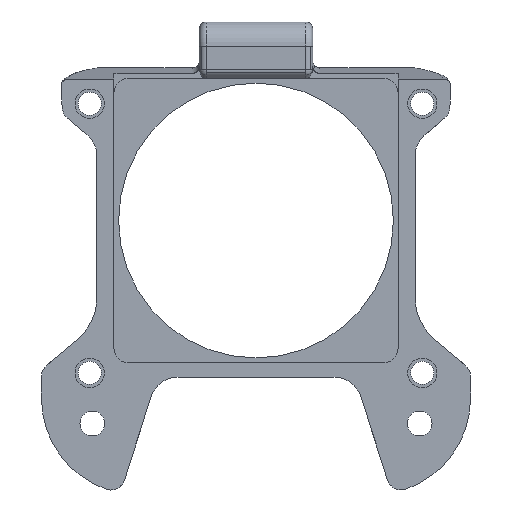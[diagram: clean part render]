
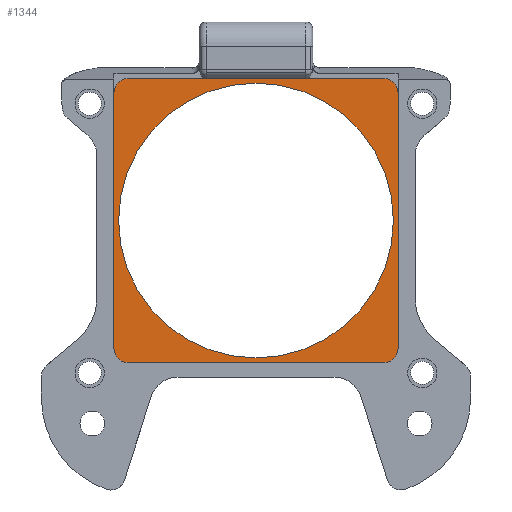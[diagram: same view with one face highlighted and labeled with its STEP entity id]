
A CAD part, left-side view. The second image highlights one B-rep face of the part: STEP entity #1344.
In plain terms, the highlighted planar face has unit normal (-1, 0, 0).
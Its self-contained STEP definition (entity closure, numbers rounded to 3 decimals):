
#73 = EDGE_CURVE ( 'NONE', #3773, #2270, #393, .T. ) ;
#75 = CARTESIAN_POINT ( 'NONE',  ( 38.5, -20.05, 59.859 ) ) ;
#127 = VERTEX_POINT ( 'NONE', #2232 ) ;
#393 = CIRCLE ( 'NONE', #7845, 19.4 ) ;
#549 = CARTESIAN_POINT ( 'NONE',  ( 38.5, 18.05, 21.454 ) ) ;
#674 = AXIS2_PLACEMENT_3D ( 'NONE', #8071, #10540, #6474 ) ;
#732 = DIRECTION ( 'NONE',  ( 1., 0., 0. ) ) ;
#952 = DIRECTION ( 'NONE',  ( -1., 0., 0. ) ) ;
#991 = CARTESIAN_POINT ( 'NONE',  ( 38.5, -18.05, 57.554 ) ) ;
#1178 = DIRECTION ( 'NONE',  ( 0., 1., 0. ) ) ;
#1229 = CIRCLE ( 'NONE', #9934, 2. ) ;
#1344 = ADVANCED_FACE ( 'NONE', ( #6637, #9897 ), #5834, .T. ) ;
#1556 = DIRECTION ( 'NONE',  ( -1., 0., 0. ) ) ;
#1661 = DIRECTION ( 'NONE',  ( 0., 0., -1. ) ) ;
#1755 = VECTOR ( 'NONE', #3416, 1000. ) ;
#1816 = VERTEX_POINT ( 'NONE', #5561 ) ;
#1923 = DIRECTION ( 'NONE',  ( 0., 1., 0. ) ) ;
#2055 = ORIENTED_EDGE ( 'NONE', *, *, #7166, .T. ) ;
#2075 = CARTESIAN_POINT ( 'NONE',  ( 38.5, 0., 39.504 ) ) ;
#2127 = DIRECTION ( 'NONE',  ( 1., 0., 0. ) ) ;
#2143 = EDGE_CURVE ( 'NONE', #5893, #1816, #9080, .T. ) ;
#2204 = VERTEX_POINT ( 'NONE', #5180 ) ;
#2232 = CARTESIAN_POINT ( 'NONE',  ( 38.5, 18.05, 59.554 ) ) ;
#2270 = VERTEX_POINT ( 'NONE', #3780 ) ;
#2406 = EDGE_CURVE ( 'NONE', #2270, #3773, #8244, .T. ) ;
#2438 = CARTESIAN_POINT ( 'NONE',  ( 38.5, 0., 39.504 ) ) ;
#2578 = EDGE_CURVE ( 'NONE', #5893, #6062, #8114, .T. ) ;
#2657 = CARTESIAN_POINT ( 'NONE',  ( 38.5, -19.464, 58.968 ) ) ;
#2675 = AXIS2_PLACEMENT_3D ( 'NONE', #4705, #8932, #7219 ) ;
#2734 = CARTESIAN_POINT ( 'NONE',  ( 38.5, 0., 59.554 ) ) ;
#2785 = EDGE_CURVE ( 'NONE', #4916, #3278, #6549, .T. ) ;
#2927 = EDGE_CURVE ( 'NONE', #3055, #1816, #5408, .T. ) ;
#2944 = DIRECTION ( 'NONE',  ( -1., 0., 0. ) ) ;
#3055 = VERTEX_POINT ( 'NONE', #5530 ) ;
#3088 = CARTESIAN_POINT ( 'NONE',  ( 38.5, -20.05, 21.454 ) ) ;
#3097 = LINE ( 'NONE', #5317, #5676 ) ;
#3262 = CIRCLE ( 'NONE', #5134, 2. ) ;
#3278 = VERTEX_POINT ( 'NONE', #3088 ) ;
#3321 = ORIENTED_EDGE ( 'NONE', *, *, #2927, .T. ) ;
#3416 = DIRECTION ( 'NONE',  ( 0., 1., 0. ) ) ;
#3480 = VERTEX_POINT ( 'NONE', #2657 ) ;
#3744 = CARTESIAN_POINT ( 'NONE',  ( 38.5, -18.05, 59.554 ) ) ;
#3767 = CARTESIAN_POINT ( 'NONE',  ( 38.5, -18.05, 21.454 ) ) ;
#3773 = VERTEX_POINT ( 'NONE', #4747 ) ;
#3780 = CARTESIAN_POINT ( 'NONE',  ( 38.5, -19.4, 39.504 ) ) ;
#3872 = ORIENTED_EDGE ( 'NONE', *, *, #7292, .T. ) ;
#4139 = AXIS2_PLACEMENT_3D ( 'NONE', #8891, #1556, #4827 ) ;
#4264 = CIRCLE ( 'NONE', #7887, 2. ) ;
#4312 = CARTESIAN_POINT ( 'NONE',  ( 38.5, 20.05, 21.454 ) ) ;
#4383 = CARTESIAN_POINT ( 'NONE',  ( 38.5, 0., 60.164 ) ) ;
#4705 = CARTESIAN_POINT ( 'NONE',  ( 38.5, 18.05, 21.454 ) ) ;
#4747 = CARTESIAN_POINT ( 'NONE',  ( 38.5, 19.4, 39.504 ) ) ;
#4827 = DIRECTION ( 'NONE',  ( 0., -0.707, 0.707 ) ) ;
#4905 = EDGE_LOOP ( 'NONE', ( #8787, #6331 ) ) ;
#4916 = VERTEX_POINT ( 'NONE', #9022 ) ;
#5134 = AXIS2_PLACEMENT_3D ( 'NONE', #7168, #10438, #9635 ) ;
#5161 = DIRECTION ( 'NONE',  ( 0., -0.707, 0.707 ) ) ;
#5176 = DIRECTION ( 'NONE',  ( 0., 0.707, 0.707 ) ) ;
#5180 = CARTESIAN_POINT ( 'NONE',  ( 38.5, 20.05, 57.554 ) ) ;
#5288 = CIRCLE ( 'NONE', #674, 2. ) ;
#5317 = CARTESIAN_POINT ( 'NONE',  ( 38.5, 20.05, 39.809 ) ) ;
#5369 = AXIS2_PLACEMENT_3D ( 'NONE', #4383, #9306, #1178 ) ;
#5408 = CIRCLE ( 'NONE', #2675, 2. ) ;
#5530 = CARTESIAN_POINT ( 'NONE',  ( 38.5, 19.464, 20.039 ) ) ;
#5561 = CARTESIAN_POINT ( 'NONE',  ( 38.5, 18.05, 19.454 ) ) ;
#5676 = VECTOR ( 'NONE', #8834, 1000. ) ;
#5834 = PLANE ( 'NONE',  #5369 ) ;
#5893 = VERTEX_POINT ( 'NONE', #8712 ) ;
#6062 = VERTEX_POINT ( 'NONE', #7672 ) ;
#6184 = DIRECTION ( 'NONE',  ( -1., 0., 0. ) ) ;
#6281 = EDGE_LOOP ( 'NONE', ( #7288, #9768, #6652, #6291, #3872, #9052, #8481, #3321, #7927, #9204, #2055, #9540 ) ) ;
#6291 = ORIENTED_EDGE ( 'NONE', *, *, #6801, .T. ) ;
#6331 = ORIENTED_EDGE ( 'NONE', *, *, #2406, .T. ) ;
#6372 = VECTOR ( 'NONE', #1661, 1000. ) ;
#6379 = DIRECTION ( 'NONE',  ( 0., 0.707, -0.707 ) ) ;
#6474 = DIRECTION ( 'NONE',  ( 0., -0.707, -0.707 ) ) ;
#6549 = LINE ( 'NONE', #75, #6372 ) ;
#6637 = FACE_BOUND ( 'NONE', #4905, .T. ) ;
#6644 = VERTEX_POINT ( 'NONE', #3744 ) ;
#6652 = ORIENTED_EDGE ( 'NONE', *, *, #9004, .F. ) ;
#6801 = EDGE_CURVE ( 'NONE', #127, #9158, #3262, .T. ) ;
#6973 = CARTESIAN_POINT ( 'NONE',  ( 38.5, 19.464, 58.968 ) ) ;
#7084 = AXIS2_PLACEMENT_3D ( 'NONE', #3767, #6184, #8490 ) ;
#7166 = EDGE_CURVE ( 'NONE', #6062, #3278, #5288, .T. ) ;
#7168 = CARTESIAN_POINT ( 'NONE',  ( 38.5, 18.05, 57.554 ) ) ;
#7219 = DIRECTION ( 'NONE',  ( 0., 0.707, -0.707 ) ) ;
#7227 = AXIS2_PLACEMENT_3D ( 'NONE', #549, #2944, #6379 ) ;
#7288 = ORIENTED_EDGE ( 'NONE', *, *, #7659, .T. ) ;
#7292 = EDGE_CURVE ( 'NONE', #9158, #2204, #4264, .T. ) ;
#7484 = CARTESIAN_POINT ( 'NONE',  ( 38.5, -10.025, 19.454 ) ) ;
#7560 = VECTOR ( 'NONE', #9108, 1000. ) ;
#7659 = EDGE_CURVE ( 'NONE', #4916, #3480, #1229, .T. ) ;
#7672 = CARTESIAN_POINT ( 'NONE',  ( 38.5, -19.464, 20.039 ) ) ;
#7845 = AXIS2_PLACEMENT_3D ( 'NONE', #2075, #2127, #1923 ) ;
#7878 = EDGE_CURVE ( 'NONE', #9912, #2204, #3097, .T. ) ;
#7887 = AXIS2_PLACEMENT_3D ( 'NONE', #9236, #952, #5176 ) ;
#7927 = ORIENTED_EDGE ( 'NONE', *, *, #2143, .F. ) ;
#8017 = EDGE_CURVE ( 'NONE', #3480, #6644, #9779, .T. ) ;
#8071 = CARTESIAN_POINT ( 'NONE',  ( 38.5, -18.05, 21.454 ) ) ;
#8114 = CIRCLE ( 'NONE', #7084, 2. ) ;
#8125 = DIRECTION ( 'NONE',  ( 0., 1., 0. ) ) ;
#8233 = CIRCLE ( 'NONE', #7227, 2. ) ;
#8244 = CIRCLE ( 'NONE', #9604, 19.4 ) ;
#8317 = LINE ( 'NONE', #2734, #7560 ) ;
#8326 = DIRECTION ( 'NONE',  ( -1., 0., 0. ) ) ;
#8481 = ORIENTED_EDGE ( 'NONE', *, *, #9329, .T. ) ;
#8490 = DIRECTION ( 'NONE',  ( 0., -0.707, -0.707 ) ) ;
#8712 = CARTESIAN_POINT ( 'NONE',  ( 38.5, -18.05, 19.454 ) ) ;
#8787 = ORIENTED_EDGE ( 'NONE', *, *, #73, .T. ) ;
#8834 = DIRECTION ( 'NONE',  ( 0., 0., 1. ) ) ;
#8891 = CARTESIAN_POINT ( 'NONE',  ( 38.5, -18.05, 57.554 ) ) ;
#8932 = DIRECTION ( 'NONE',  ( -1., 0., 0. ) ) ;
#9004 = EDGE_CURVE ( 'NONE', #127, #6644, #8317, .T. ) ;
#9022 = CARTESIAN_POINT ( 'NONE',  ( 38.5, -20.05, 57.554 ) ) ;
#9052 = ORIENTED_EDGE ( 'NONE', *, *, #7878, .F. ) ;
#9080 = LINE ( 'NONE', #7484, #1755 ) ;
#9108 = DIRECTION ( 'NONE',  ( 0., -1., 0. ) ) ;
#9158 = VERTEX_POINT ( 'NONE', #6973 ) ;
#9204 = ORIENTED_EDGE ( 'NONE', *, *, #2578, .T. ) ;
#9236 = CARTESIAN_POINT ( 'NONE',  ( 38.5, 18.05, 57.554 ) ) ;
#9306 = DIRECTION ( 'NONE',  ( -1., 0., 0. ) ) ;
#9329 = EDGE_CURVE ( 'NONE', #9912, #3055, #8233, .T. ) ;
#9540 = ORIENTED_EDGE ( 'NONE', *, *, #2785, .F. ) ;
#9604 = AXIS2_PLACEMENT_3D ( 'NONE', #2438, #732, #8125 ) ;
#9635 = DIRECTION ( 'NONE',  ( 0., 0.707, 0.707 ) ) ;
#9768 = ORIENTED_EDGE ( 'NONE', *, *, #8017, .T. ) ;
#9779 = CIRCLE ( 'NONE', #4139, 2. ) ;
#9897 = FACE_OUTER_BOUND ( 'NONE', #6281, .T. ) ;
#9912 = VERTEX_POINT ( 'NONE', #4312 ) ;
#9934 = AXIS2_PLACEMENT_3D ( 'NONE', #991, #8326, #5161 ) ;
#10438 = DIRECTION ( 'NONE',  ( -1., 0., 0. ) ) ;
#10540 = DIRECTION ( 'NONE',  ( -1., 0., 0. ) ) ;
